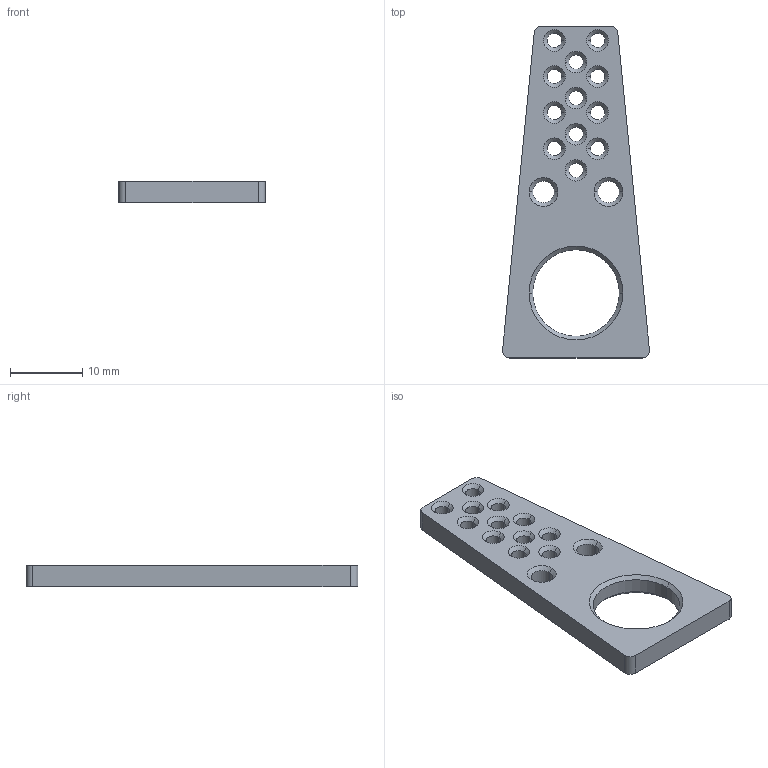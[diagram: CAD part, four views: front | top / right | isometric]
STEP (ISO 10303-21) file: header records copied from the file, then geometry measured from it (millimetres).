
FILE_DESCRIPTION((''),'2;1');
FILE_NAME('FSR_INNER_CASE','2021-03-14T20:12:46',('jcha8'),(''),'CREO PARAMETRIC BY PTC INC, 2020281','CREO PARAMETRIC BY PTC INC, 2020281','');
FILE_SCHEMA(('CONFIG_CONTROL_DESIGN'));
Length unit declared in the file: millimetre
Products named in the file (1): FSR_INNER_CASE
Bounding box: 20.37 x 46 x 3 mm (x, y, z)
Volume: 1670.9 mm3; surface area: 1834.8 mm2
Topology: 1 solids, 1 shells, 100 faces, 234 edges, 136 vertices
Faces by surface type: cone 60, cylinder 34, plane 6
Entity records: 2944 total; most frequent: DIRECTION 562, CARTESIAN_POINT 470, ORIENTED_EDGE 468, EDGE_CURVE 234, AXIS2_PLACEMENT_3D 228, VERTEX_POINT 136, EDGE_LOOP 130, CIRCLE 128
